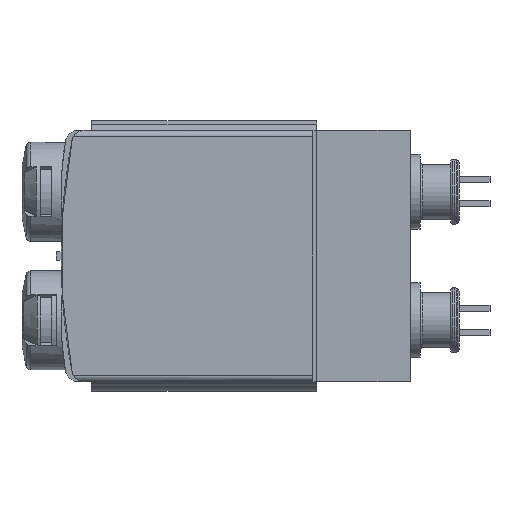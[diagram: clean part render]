
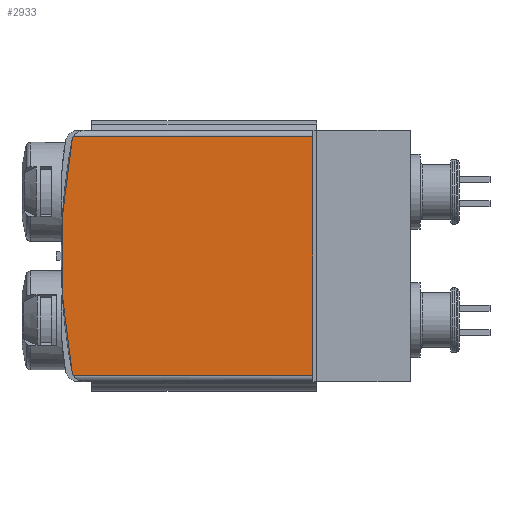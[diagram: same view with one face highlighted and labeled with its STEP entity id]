
A CAD part, left-side view. The second image highlights one B-rep face of the part: STEP entity #2933.
In plain terms, the highlighted planar face has unit normal (-1, 0, 0).
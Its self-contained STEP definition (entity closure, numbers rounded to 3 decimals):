
#38=PLANE('',#3188);
#219=LINE('',#4695,#475);
#221=LINE('',#4698,#477);
#222=LINE('',#4700,#478);
#475=VECTOR('',#3660,1000.);
#477=VECTOR('',#3664,1000.);
#478=VECTOR('',#3665,1000.);
#673=CIRCLE('',#3119,50.);
#724=CIRCLE('',#3185,1.);
#726=CIRCLE('',#3189,1.);
#963=ORIENTED_EDGE('',*,*,#1795,.F.);
#964=ORIENTED_EDGE('',*,*,#1796,.F.);
#965=ORIENTED_EDGE('',*,*,#1797,.F.);
#966=ORIENTED_EDGE('',*,*,#1671,.F.);
#967=ORIENTED_EDGE('',*,*,#1791,.F.);
#968=ORIENTED_EDGE('',*,*,#1793,.T.);
#1671=EDGE_CURVE('',#2093,#2094,#673,.T.);
#1791=EDGE_CURVE('',#2203,#2093,#724,.T.);
#1793=EDGE_CURVE('',#2203,#2204,#219,.T.);
#1795=EDGE_CURVE('',#2206,#2204,#221,.T.);
#1796=EDGE_CURVE('',#2207,#2206,#222,.T.);
#1797=EDGE_CURVE('',#2094,#2207,#726,.T.);
#2093=VERTEX_POINT('',#4403);
#2094=VERTEX_POINT('',#4405);
#2203=VERTEX_POINT('',#4689);
#2204=VERTEX_POINT('',#4693);
#2206=VERTEX_POINT('',#4699);
#2207=VERTEX_POINT('',#4701);
#2423=EDGE_LOOP('',(#963,#964,#965,#966,#967,#968));
#2661=FACE_BOUND('',#2423,.T.);
#2933=ADVANCED_FACE('',(#2661),#38,.F.);
#3119=AXIS2_PLACEMENT_3D('',#4404,#3461,#3462);
#3185=AXIS2_PLACEMENT_3D('',#4690,#3654,#3655);
#3188=AXIS2_PLACEMENT_3D('',#4697,#3662,#3663);
#3189=AXIS2_PLACEMENT_3D('',#4702,#3666,#3667);
#3461=DIRECTION('',(1.,0.,0.));
#3462=DIRECTION('',(0.,0.,-1.));
#3654=DIRECTION('',(1.,0.,0.));
#3655=DIRECTION('',(0.,0.,-1.));
#3660=DIRECTION('',(0.,-1.,0.));
#3662=DIRECTION('',(1.,0.,0.));
#3663=DIRECTION('',(0.,0.,-1.));
#3664=DIRECTION('',(0.,0.,-1.));
#3665=DIRECTION('',(0.,-1.,0.));
#3666=DIRECTION('',(1.,0.,0.));
#3667=DIRECTION('',(0.,0.,-1.));
#4403=CARTESIAN_POINT('',(0.,19.951,-9.439));
#4404=CARTESIAN_POINT('',(0.,-29.15,0.));
#4405=CARTESIAN_POINT('',(0.,19.951,9.439));
#4689=CARTESIAN_POINT('',(0.,19.835,-9.75));
#4690=CARTESIAN_POINT('',(0.,18.969,-9.25));
#4693=CARTESIAN_POINT('',(0.,0.3,-9.75));
#4695=CARTESIAN_POINT('',(0.,23.,-9.75));
#4697=CARTESIAN_POINT('',(0.,23.,-9.75));
#4698=CARTESIAN_POINT('',(0.,0.3,-9.75));
#4699=CARTESIAN_POINT('',(0.,0.3,9.75));
#4700=CARTESIAN_POINT('',(0.,23.,9.75));
#4701=CARTESIAN_POINT('',(0.,19.835,9.75));
#4702=CARTESIAN_POINT('',(0.,18.969,9.25));
